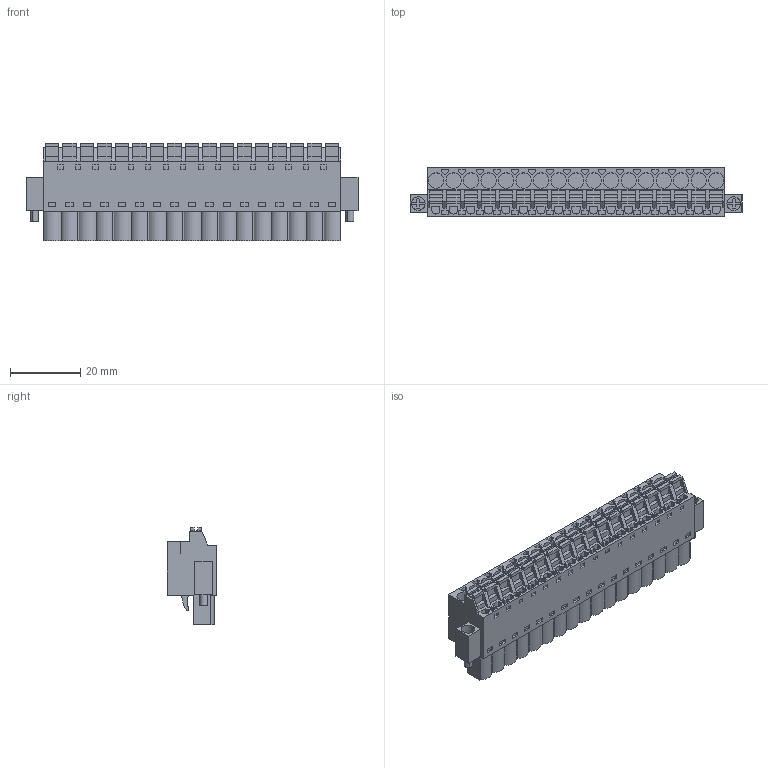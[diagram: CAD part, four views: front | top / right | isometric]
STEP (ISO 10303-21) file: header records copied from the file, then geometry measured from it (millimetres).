
FILE_DESCRIPTION(('CATIA V5 STEP Exchange','CAx-IF Rec.Pracs.--- Model Styling and Organization---1.2---2011-12-15'),'2;1');
FILE_NAME ('D1446738_0_1017610000_1017610000.stp','2017-04-27T11:15:24+00:00',('none'),('Weidmueller'),'CATIA Version 5-6 Release 2014','CATIA V5 STEP AP214','none');
FILE_SCHEMA(('AUTOMOTIVE_DESIGN { 1 0 10303 214 1 1 1 1 }'));
Length unit declared in the file: millimetre
Products named in the file (1): 1017610000
Bounding box: 94.8 x 14.2 x 27.73 mm (x, y, z)
Volume: 21711 mm3; surface area: 11898.9 mm2
Topology: 20 solids, 20 shells, 1467 faces, 4260 edges, 2974 vertices
Faces by surface type: plane 1320, cylinder 143, extrusion 4
Entity records: 46902 total; most frequent: ORIENTED_EDGE 8520, CARTESIAN_POINT 8369, DIRECTION 6114, EDGE_CURVE 4260, VECTOR 3929, LINE 3925, VERTEX_POINT 2974, EDGE_LOOP 1644
